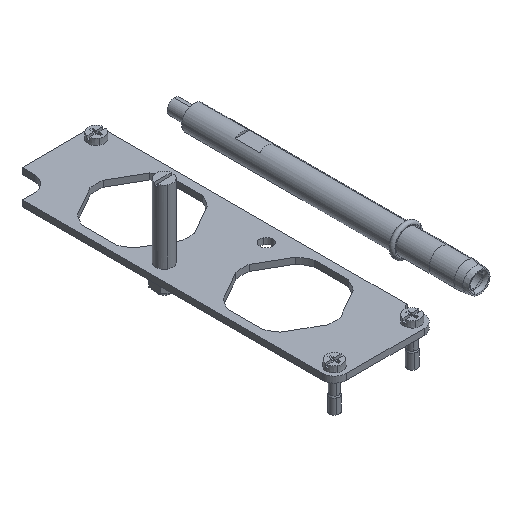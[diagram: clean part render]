
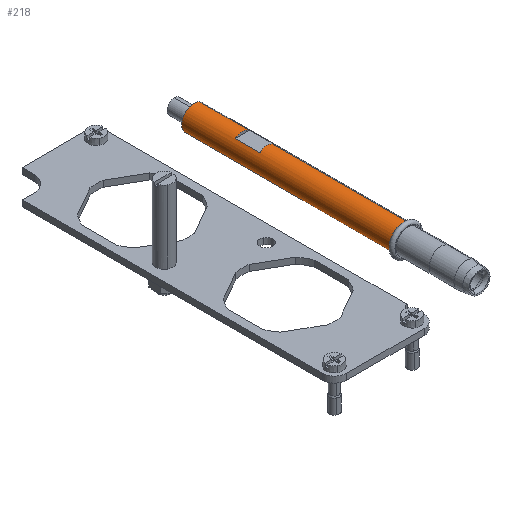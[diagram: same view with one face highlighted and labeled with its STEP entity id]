
A CAD part, isometric view. The second image highlights one B-rep face of the part: STEP entity #218.
In plain terms, the highlighted cylindrical face has radius 5 mm (diameter 10 mm), a partial arc.
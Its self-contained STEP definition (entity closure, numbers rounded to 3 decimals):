
#38=AXIS2_PLACEMENT_3D('Circle Axis2P3D',#36,#37,$) ;
#76=AXIS2_PLACEMENT_3D('Cylinder Axis2P3D',#73,#74,#75) ;
#132=AXIS2_PLACEMENT_3D('Circle Axis2P3D',#130,#131,$) ;
#146=AXIS2_PLACEMENT_3D('Circle Axis2P3D',#144,#145,$) ;
#165=AXIS2_PLACEMENT_3D('Circle Axis2P3D',#163,#164,$) ;
#179=AXIS2_PLACEMENT_3D('Circle Axis2P3D',#177,#178,$) ;
#193=AXIS2_PLACEMENT_3D('Circle Axis2P3D',#191,#192,$) ;
#200=AXIS2_PLACEMENT_3D('Circle Axis2P3D',#198,#199,$) ;
#36=CARTESIAN_POINT('Axis2P3D Location',(64.685,122.512,16.)) ;
#40=CARTESIAN_POINT('Vertex',(62.288,122.512,11.612)) ;
#42=CARTESIAN_POINT('Vertex',(67.082,122.512,20.388)) ;
#73=CARTESIAN_POINT('Axis2P3D Location',(64.685,63.762,16.)) ;
#121=CARTESIAN_POINT('Line Origine',(67.082,66.512,20.388)) ;
#125=CARTESIAN_POINT('Vertex',(67.082,92.512,20.388)) ;
#127=CARTESIAN_POINT('Vertex',(67.082,36.128,20.388)) ;
#130=CARTESIAN_POINT('Axis2P3D Location',(64.685,92.512,16.)) ;
#134=CARTESIAN_POINT('Vertex',(61.685,92.512,20.)) ;
#137=CARTESIAN_POINT('Line Origine',(61.685,66.512,20.)) ;
#141=CARTESIAN_POINT('Vertex',(61.685,102.512,20.)) ;
#144=CARTESIAN_POINT('Axis2P3D Location',(64.685,102.512,16.)) ;
#148=CARTESIAN_POINT('Vertex',(67.082,102.512,20.388)) ;
#151=CARTESIAN_POINT('Line Origine',(67.082,66.512,20.388)) ;
#156=CARTESIAN_POINT('Line Origine',(62.288,66.512,11.612)) ;
#160=CARTESIAN_POINT('Vertex',(62.288,102.512,11.612)) ;
#163=CARTESIAN_POINT('Axis2P3D Location',(64.685,102.512,16.)) ;
#167=CARTESIAN_POINT('Vertex',(61.685,102.512,12.)) ;
#170=CARTESIAN_POINT('Line Origine',(61.685,66.512,12.)) ;
#174=CARTESIAN_POINT('Vertex',(61.685,92.512,12.)) ;
#177=CARTESIAN_POINT('Axis2P3D Location',(64.685,92.512,16.)) ;
#181=CARTESIAN_POINT('Vertex',(62.288,92.512,11.612)) ;
#184=CARTESIAN_POINT('Line Origine',(62.288,66.512,11.612)) ;
#188=CARTESIAN_POINT('Vertex',(62.288,36.128,11.612)) ;
#191=CARTESIAN_POINT('Axis2P3D Location',(64.685,36.128,16.)) ;
#195=CARTESIAN_POINT('Vertex',(60.297,36.128,13.603)) ;
#198=CARTESIAN_POINT('Axis2P3D Location',(64.685,36.128,16.)) ;
#37=DIRECTION('Axis2P3D Direction',(0.,1.,0.)) ;
#74=DIRECTION('Axis2P3D Direction',(0.,1.,0.)) ;
#75=DIRECTION('Axis2P3D XDirection',(-0.479,0.,-0.878)) ;
#122=DIRECTION('Vector Direction',(0.,1.,0.)) ;
#131=DIRECTION('Axis2P3D Direction',(0.,1.,0.)) ;
#138=DIRECTION('Vector Direction',(0.,1.,0.)) ;
#145=DIRECTION('Axis2P3D Direction',(0.,1.,0.)) ;
#152=DIRECTION('Vector Direction',(0.,1.,0.)) ;
#157=DIRECTION('Vector Direction',(0.,1.,0.)) ;
#164=DIRECTION('Axis2P3D Direction',(0.,1.,0.)) ;
#171=DIRECTION('Vector Direction',(0.,1.,0.)) ;
#178=DIRECTION('Axis2P3D Direction',(0.,1.,0.)) ;
#185=DIRECTION('Vector Direction',(0.,1.,0.)) ;
#192=DIRECTION('Axis2P3D Direction',(0.,1.,0.)) ;
#199=DIRECTION('Axis2P3D Direction',(0.,1.,0.)) ;
#123=VECTOR('Line Direction',#122,1.) ;
#139=VECTOR('Line Direction',#138,1.) ;
#153=VECTOR('Line Direction',#152,1.) ;
#158=VECTOR('Line Direction',#157,1.) ;
#172=VECTOR('Line Direction',#171,1.) ;
#186=VECTOR('Line Direction',#185,1.) ;
#204=ORIENTED_EDGE('',*,*,#129,.F.) ;
#205=ORIENTED_EDGE('',*,*,#136,.F.) ;
#206=ORIENTED_EDGE('',*,*,#143,.F.) ;
#207=ORIENTED_EDGE('',*,*,#150,.T.) ;
#208=ORIENTED_EDGE('',*,*,#155,.F.) ;
#209=ORIENTED_EDGE('',*,*,#44,.F.) ;
#210=ORIENTED_EDGE('',*,*,#162,.T.) ;
#211=ORIENTED_EDGE('',*,*,#169,.T.) ;
#212=ORIENTED_EDGE('',*,*,#176,.T.) ;
#213=ORIENTED_EDGE('',*,*,#183,.F.) ;
#214=ORIENTED_EDGE('',*,*,#190,.T.) ;
#215=ORIENTED_EDGE('',*,*,#197,.F.) ;
#216=ORIENTED_EDGE('',*,*,#202,.T.) ;
#218=ADVANCED_FACE('Hauptk\X2\00F6\X0\rper',(#217),#77,.T.) ;
#39=CIRCLE('generated circle',#38,5.) ;
#133=CIRCLE('generated circle',#132,5.) ;
#147=CIRCLE('generated circle',#146,5.) ;
#166=CIRCLE('generated circle',#165,5.) ;
#180=CIRCLE('generated circle',#179,5.) ;
#194=CIRCLE('generated circle',#193,5.) ;
#201=CIRCLE('generated circle',#200,5.) ;
#77=CYLINDRICAL_SURFACE('generated cylinder',#76,5.) ;
#44=EDGE_CURVE('',#41,#43,#39,.T.) ;
#129=EDGE_CURVE('',#126,#128,#124,.F.) ;
#136=EDGE_CURVE('',#135,#126,#133,.T.) ;
#143=EDGE_CURVE('',#142,#135,#140,.F.) ;
#150=EDGE_CURVE('',#142,#149,#147,.T.) ;
#155=EDGE_CURVE('',#43,#149,#154,.F.) ;
#162=EDGE_CURVE('',#41,#161,#159,.F.) ;
#169=EDGE_CURVE('',#161,#168,#166,.T.) ;
#176=EDGE_CURVE('',#168,#175,#173,.F.) ;
#183=EDGE_CURVE('',#182,#175,#180,.T.) ;
#190=EDGE_CURVE('',#182,#189,#187,.F.) ;
#197=EDGE_CURVE('',#196,#189,#194,.F.) ;
#202=EDGE_CURVE('',#196,#128,#201,.T.) ;
#203=EDGE_LOOP('',(#204,#205,#206,#207,#208,#209,#210,#211,#212,#213,#214,#215,#216)) ;
#217=FACE_OUTER_BOUND('',#203,.T.) ;
#124=LINE('Line',#121,#123) ;
#140=LINE('Line',#137,#139) ;
#154=LINE('Line',#151,#153) ;
#159=LINE('Line',#156,#158) ;
#173=LINE('Line',#170,#172) ;
#187=LINE('Line',#184,#186) ;
#41=VERTEX_POINT('',#40) ;
#43=VERTEX_POINT('',#42) ;
#126=VERTEX_POINT('',#125) ;
#128=VERTEX_POINT('',#127) ;
#135=VERTEX_POINT('',#134) ;
#142=VERTEX_POINT('',#141) ;
#149=VERTEX_POINT('',#148) ;
#161=VERTEX_POINT('',#160) ;
#168=VERTEX_POINT('',#167) ;
#175=VERTEX_POINT('',#174) ;
#182=VERTEX_POINT('',#181) ;
#189=VERTEX_POINT('',#188) ;
#196=VERTEX_POINT('',#195) ;
